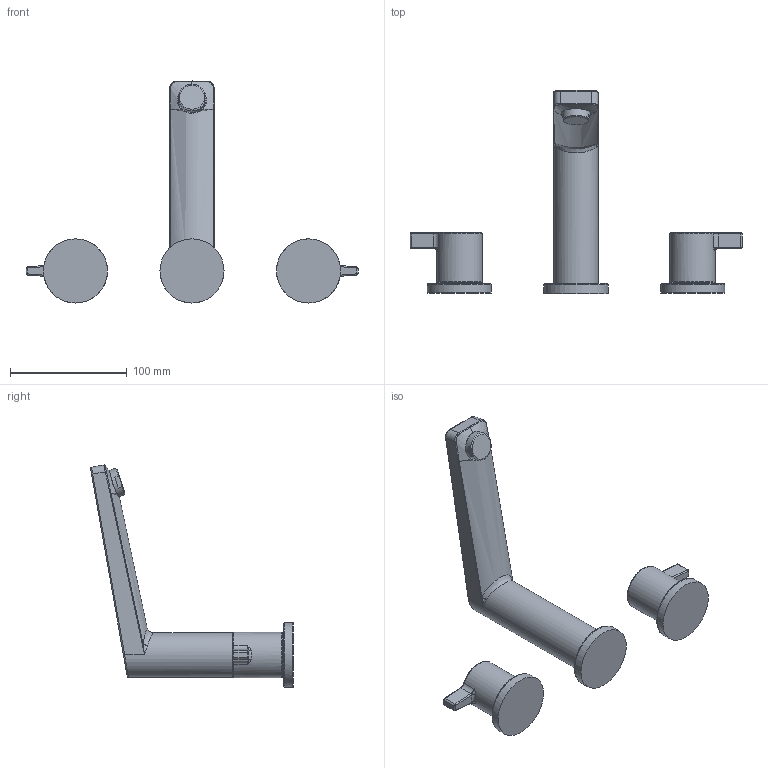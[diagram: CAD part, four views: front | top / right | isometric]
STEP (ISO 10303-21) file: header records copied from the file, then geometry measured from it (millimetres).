
FILE_DESCRIPTION (( 'STEP AP203' ), '1' );
FILE_NAME ('09372001.STEP', '2017-03-09T05:39:27', ( '' ), ( '' ), 'SwSTEP 2.0', 'SolidWorks 2016', '' );
FILE_SCHEMA (( 'CONFIG_CONTROL_DESIGN' ));
Length unit declared in the file: millimetre
Products named in the file (1): 09372001
Bounding box: 284.8 x 174.06 x 190.46 mm (x, y, z)
Volume: 435608.5 mm3; surface area: 64334.4 mm2
Topology: 3 solids, 3 shells, 109 faces, 244 edges, 141 vertices
Faces by surface type: bspline 39, cylinder 34, plane 27, torus 8, cone 1
Full cylindrical faces by diameter (mm): 24 x1, 38 x1, 39 x2, 55 x3
Entity records: 5202 total; most frequent: CARTESIAN_POINT 3095, ORIENTED_EDGE 434, DIRECTION 382, EDGE_CURVE 217, AXIS2_PLACEMENT_3D 161, VERTEX_POINT 135, EDGE_LOOP 130, FACE_OUTER_BOUND 123
